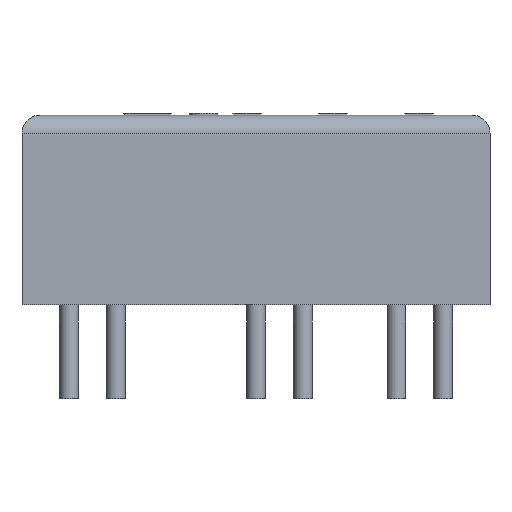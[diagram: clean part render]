
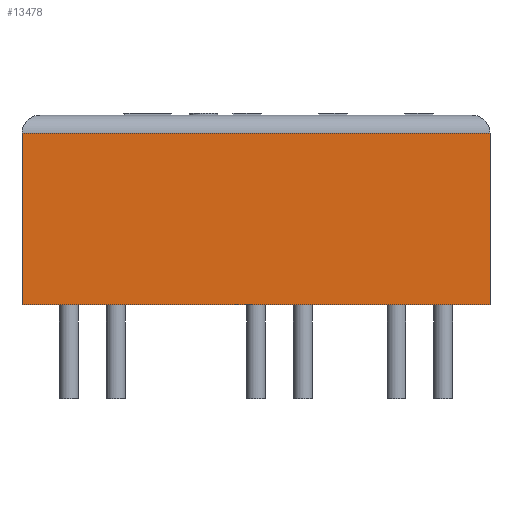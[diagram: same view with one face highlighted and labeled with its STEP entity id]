
A CAD part, front view. The second image highlights one B-rep face of the part: STEP entity #13478.
In plain terms, the highlighted planar face has unit normal (0, -1, 0).
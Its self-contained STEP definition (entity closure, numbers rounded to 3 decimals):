
#1858=FACE_OUTER_BOUND('',#2646,.T.);
#2646=EDGE_LOOP('',(#12335,#12336,#12337,#12338));
#3931=LINE('',#25557,#5211);
#3935=LINE('',#25565,#5215);
#3938=LINE('',#25573,#5218);
#3939=LINE('',#25574,#5219);
#5211=VECTOR('',#15973,10.);
#5215=VECTOR('',#15981,1.);
#5218=VECTOR('',#15990,1.);
#5219=VECTOR('',#15991,1.);
#6509=VERTEX_POINT('',#25551);
#6510=VERTEX_POINT('',#25555);
#6512=VERTEX_POINT('',#25563);
#6514=VERTEX_POINT('',#25572);
#8451=EDGE_CURVE('',#6510,#6509,#3931,.T.);
#8455=EDGE_CURVE('',#6512,#6510,#3935,.T.);
#8458=EDGE_CURVE('',#6512,#6514,#3938,.T.);
#8459=EDGE_CURVE('',#6514,#6509,#3939,.T.);
#12335=ORIENTED_EDGE('',*,*,#8451,.F.);
#12336=ORIENTED_EDGE('',*,*,#8455,.F.);
#12337=ORIENTED_EDGE('',*,*,#8458,.T.);
#12338=ORIENTED_EDGE('',*,*,#8459,.T.);
#12757=PLANE('',#13913);
#13478=ADVANCED_FACE('',(#1858),#12757,.F.);
#13913=AXIS2_PLACEMENT_3D('',#25571,#15988,#15989);
#15973=DIRECTION('',(1.,0.,0.));
#15981=DIRECTION('',(0.,0.,1.));
#15988=DIRECTION('center_axis',(0.,1.,0.));
#15989=DIRECTION('ref_axis',(1.,0.,0.));
#15990=DIRECTION('',(1.,0.,0.));
#15991=DIRECTION('',(0.,0.,1.));
#25551=CARTESIAN_POINT('',(10.2,-15.2,9.3));
#25555=CARTESIAN_POINT('',(-15.2,-15.2,9.3));
#25557=CARTESIAN_POINT('',(-8.85,-15.2,9.3));
#25563=CARTESIAN_POINT('',(-15.2,-15.2,0.));
#25565=CARTESIAN_POINT('',(-15.2,-15.2,0.));
#25571=CARTESIAN_POINT('Origin',(-15.2,-15.2,0.));
#25572=CARTESIAN_POINT('',(10.2,-15.2,0.));
#25573=CARTESIAN_POINT('',(-15.2,-15.2,0.));
#25574=CARTESIAN_POINT('',(10.2,-15.2,0.));
